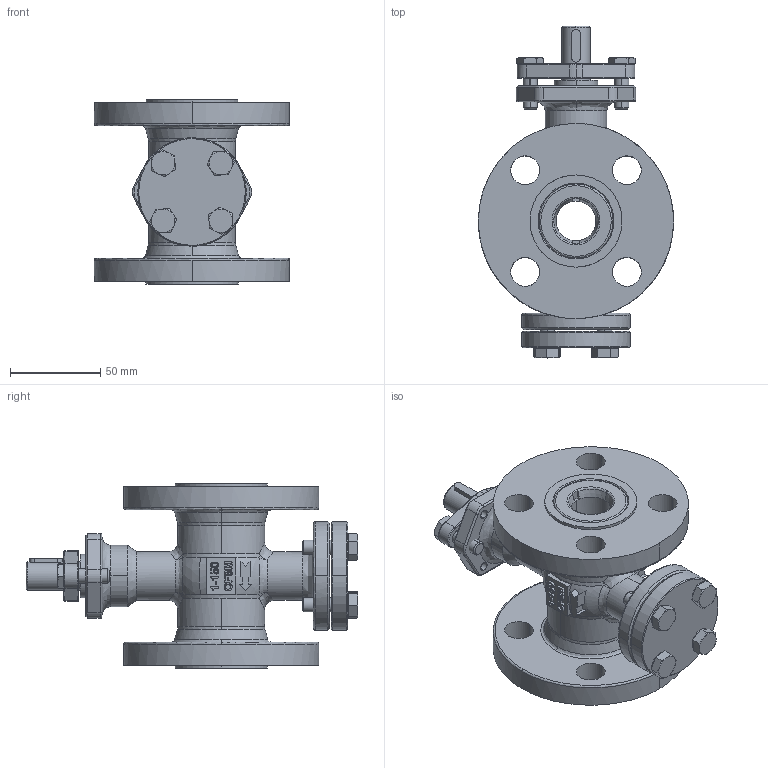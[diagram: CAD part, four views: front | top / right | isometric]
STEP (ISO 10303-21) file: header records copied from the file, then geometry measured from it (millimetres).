
FILE_DESCRIPTION (( 'STEP AP214' ), '1' );
FILE_NAME ('VX-F1-0100-XXX.step', '2019-10-18T12:31:55', ( '' ), ( '' ), 'SwSTEP 2.0', 'SolidWorks 2019', '' );
FILE_SCHEMA (( 'AUTOMOTIVE_DESIGN' ));
Length unit declared in the file: inch
Products named in the file (2): VX-F1-0100-XXX
Bounding box: 108 x 183.68 x 102 mm (x, y, z)
Surface area: 97908.2 mm2 (no closed solid volume)
Topology: 0 solids, 18 shells, 531 faces, 1422 edges, 911 vertices
Faces by surface type: plane 188, bspline 153, cylinder 110, cone 78, sphere 2
Entity records: 40642 total; most frequent: CARTESIAN_POINT 23866, ORIENTED_EDGE 2672, EDGE_CURVE 1422, B_SPLINE_CURVE_WITH_KNOTS 1286, VERTEX_POINT 911, DIRECTION 832, EDGE_LOOP 607, DIMENSIONAL_EXPONENTS 533
